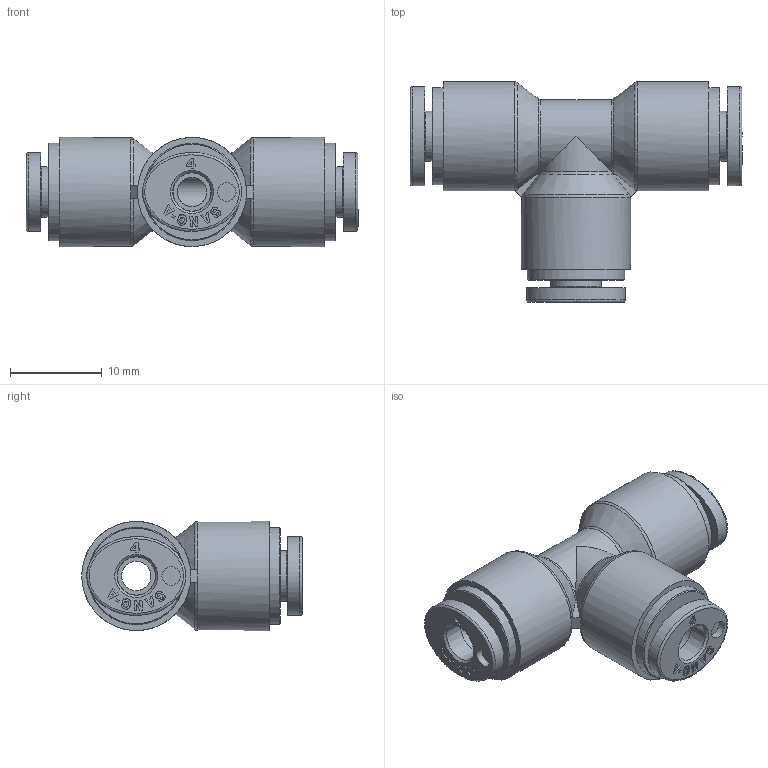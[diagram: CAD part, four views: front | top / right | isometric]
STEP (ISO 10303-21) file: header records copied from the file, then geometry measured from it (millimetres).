
FILE_DESCRIPTION((''),'2;1');
FILE_NAME('CR-PUT 04.stp','2020-08-25T15:01:24',('user'),(''),'Autodesk Inventor 2013','Autodesk Inventor 2013','');
FILE_SCHEMA(('AUTOMOTIVE_DESIGN { 1 0 10303 214 1 1 1 1 }'));
Length unit declared in the file: millimetre
Products named in the file (5): 조립품6; CR-COLLAR 04; HR-Collar 04L(SUS); CR-SLEEVE 04; CR-PUT 04 BODY
Assembly tree (6 placements, depth 3):
  조립품6
    CR-COLLAR 04  x3
      HR-Collar 04L(SUS)
      CR-SLEEVE 04
    CR-PUT 04 BODY
Bounding box: 36.2 x 24.05 x 11.9 mm (x, y, z)
Volume: 3731.1 mm3; surface area: 3447.7 mm2
Topology: 7 solids, 7 shells, 389 faces, 1004 edges, 668 vertices
Faces by surface type: plane 264, bspline 60, cylinder 41, cone 16, torus 8
Full cylindrical faces by diameter (mm): 2 x3, 3.2 x2, 4.179 x3, 4.2 x3, 5.5 x3, 10.6 x3, 11.9 x3
Entity records: 5096 total; most frequent: CARTESIAN_POINT 1343, ORIENTED_EDGE 742, DIRECTION 730, EDGE_CURVE 371, VERTEX_POINT 256, AXIS2_PLACEMENT_3D 245, VECTOR 240, LINE 240
